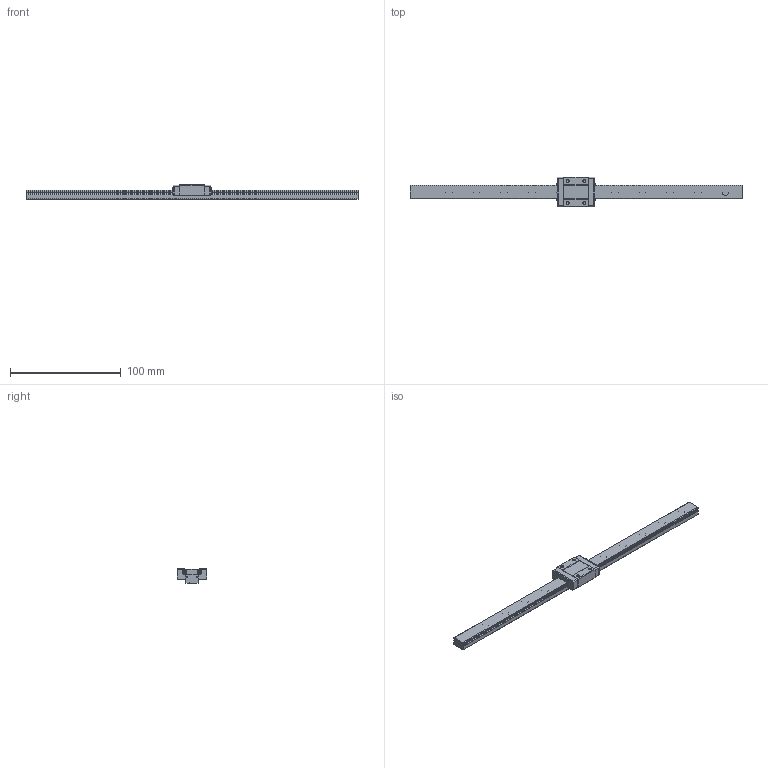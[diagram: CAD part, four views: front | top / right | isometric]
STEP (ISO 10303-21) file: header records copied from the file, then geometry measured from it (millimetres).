
FILE_DESCRIPTION(/* description */ (''),/* implementation_level */ '2;1');
FILE_NAME(/* name */ 'MGN12C1R300ZFCM-HiwinCorporation-11-27-2017 v1.step',/* time_stamp */ '2020-09-29T22:34:23-07:00',/* author */ (''),/* organization */ (''),/* preprocessor_version */ 'ST-DEVELOPER v18.1',/* originating_system */ 'Autodesk Translation Framework v9.3.0.1241',/* authorisation */ '');
FILE_SCHEMA (('AUTOMOTIVE_DESIGN { 1 0 10303 214 3 1 1 }'));
Length unit declared in the file: millimetre
Products named in the file (4): MGN12C1R300ZFCM-HiwinCorporation-11-27-2017; MGN12C1R300ZFCM-HiwinCorporation-11-27-2017_1; PRODUCT_NAME_1; PRODUCT_NAME_2
Assembly tree (3 placements, depth 3):
  MGN12C1R300ZFCM-HiwinCorporation-11-27-2017
    MGN12C1R300ZFCM-HiwinCorporation-11-27-2017_1
      PRODUCT_NAME_1
      PRODUCT_NAME_2
Bounding box: 300 x 27 x 13 mm (x, y, z)
Volume: 30896 mm3; surface area: 19594.7 mm2
Topology: 2 solids, 2 shells, 367 faces, 1041 edges, 687 vertices
Faces by surface type: plane 212, cylinder 135, cone 16, sphere 4
Full cylindrical faces by diameter (mm): 2 x4, 2.459 x8, 3.5 x12, 6 x1
Entity records: 12430 total; most frequent: CARTESIAN_POINT 2209, DIRECTION 2141, ORIENTED_EDGE 2072, EDGE_CURVE 1036, AXIS2_PLACEMENT_3D 744, VERTEX_POINT 687, LINE 653, VECTOR 653
